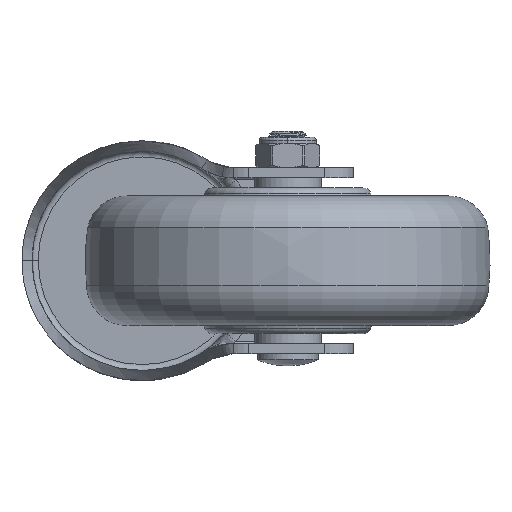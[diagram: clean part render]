
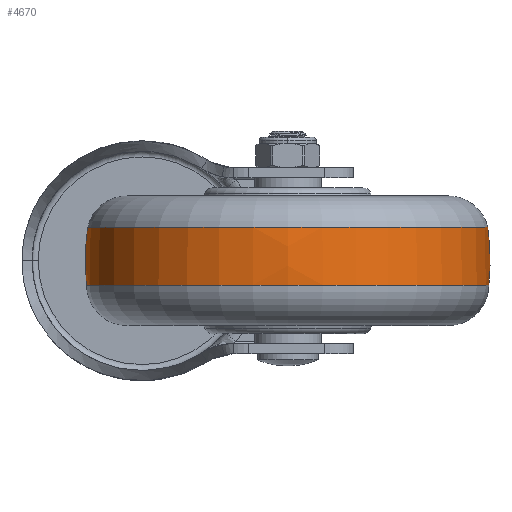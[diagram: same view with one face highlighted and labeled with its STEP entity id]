
A CAD part, front view. The second image highlights one B-rep face of the part: STEP entity #4670.
In plain terms, the highlighted free-form (B-spline) face has degree [3, 3] with [7, 4] control points.
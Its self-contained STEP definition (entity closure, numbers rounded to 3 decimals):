
#4055=CARTESIAN_POINT('',(-6.012,0.,0.));
#4056=DIRECTION('',(-1.,0.,0.));
#4057=DIRECTION('',(0.,1.,0.));
#4058=AXIS2_PLACEMENT_3D('',#4055,#4056,#4057);
#4070=CARTESIAN_POINT('',(0.,-11.437,0.));
#4071=DIRECTION('',(0.,0.,1.));
#4072=DIRECTION('',(0.135,0.991,0.));
#4073=AXIS2_PLACEMENT_3D('',#4070,#4071,#4072);
#4075=CARTESIAN_POINT('',(0.,11.437,0.));
#4076=DIRECTION('',(0.,0.,-1.));
#4077=DIRECTION('',(0.135,-0.991,0.));
#4078=AXIS2_PLACEMENT_3D('',#4075,#4076,#4077);
#4080=CARTESIAN_POINT('',(8.303,0.,0.));
#4081=DIRECTION('',(-1.,0.,0.));
#4082=DIRECTION('',(0.,1.,0.));
#4083=AXIS2_PLACEMENT_3D('',#4080,#4081,#4082);
#4295=CARTESIAN_POINT('',(-6.012,49.697,0.));
#4297=VERTEX_POINT('',#4295);
#4299=CARTESIAN_POINT('',(-6.012,-49.697,
0.));
#4301=VERTEX_POINT('',#4299);
#4328=CARTESIAN_POINT('',(8.303,49.428,0.));
#4330=VERTEX_POINT('',#4328);
#4332=CARTESIAN_POINT('',(8.303,-49.428,
0.));
#4334=VERTEX_POINT('',#4332);
#4634=CARTESIAN_POINT('',(-6.298,-49.57,
3.119));
#4635=CARTESIAN_POINT('',(-1.337,-50.08,
3.151));
#4636=CARTESIAN_POINT('',(3.649,-49.987,3.145));
#4637=CARTESIAN_POINT('',(8.587,-49.291,3.101));
#4638=CARTESIAN_POINT('',(-6.298,-51.489,
-27.387));
#4639=CARTESIAN_POINT('',(-1.337,-52.019,
-27.668));
#4640=CARTESIAN_POINT('',(3.649,-51.922,
-27.617));
#4641=CARTESIAN_POINT('',(8.587,-51.199,
-27.232));
#4642=CARTESIAN_POINT('',(-6.298,-30.566,
-49.668));
#4643=CARTESIAN_POINT('',(-1.337,-30.88,
-50.179));
#4644=CARTESIAN_POINT('',(3.649,-30.823,
-50.085));
#4645=CARTESIAN_POINT('',(8.587,-30.393,
-49.388));
#4646=CARTESIAN_POINT('',(-6.298,0.,-49.668));
#4647=CARTESIAN_POINT('',(-1.337,0.,-50.179));
#4648=CARTESIAN_POINT('',(3.649,0.,
-50.085));
#4649=CARTESIAN_POINT('',(8.587,0.,-49.388));
#4650=CARTESIAN_POINT('',(-6.298,30.566,
-49.668));
#4651=CARTESIAN_POINT('',(-1.337,30.88,
-50.179));
#4652=CARTESIAN_POINT('',(3.649,30.823,-50.085));
#4653=CARTESIAN_POINT('',(8.587,30.393,-49.388));
#4654=CARTESIAN_POINT('',(-6.298,51.489,
-27.387));
#4655=CARTESIAN_POINT('',(-1.337,52.019,
-27.668));
#4656=CARTESIAN_POINT('',(3.649,51.922,-27.617));
#4657=CARTESIAN_POINT('',(8.587,51.199,-27.232));
#4658=CARTESIAN_POINT('',(-6.298,49.57,3.119));
#4659=CARTESIAN_POINT('',(-1.337,50.08,3.151));
#4660=CARTESIAN_POINT('',(3.649,49.987,3.145));
#4661=CARTESIAN_POINT('',(8.587,49.291,3.101));
#4662=(BOUNDED_SURFACE()B_SPLINE_SURFACE(3,3,((#4634,#4635,#4636,#4637),(#4638,
#4639,#4640,#4641),(#4642,#4643,#4644,#4645),(#4646,#4647,#4648,#4649),(#4650,
#4651,#4652,#4653),(#4654,#4655,#4656,#4657),(#4658,#4659,#4660,#4661)),
.UNSPECIFIED.,.F.,.F.,.F.)B_SPLINE_SURFACE_WITH_KNOTS((4,3,4),(4,4),(0.,1.,
2.),(0.,1.),.UNSPECIFIED.)GEOMETRIC_REPRESENTATION_ITEM()RATIONAL_B_SPLINE_SURFACE(((1.192,1.186,1.186,1.192),(
0.941,0.936,0.936,0.941),(
0.941,0.936,0.936,0.941),(
1.192,1.186,1.186,1.192),(
0.941,0.936,0.936,0.941),(
0.941,0.936,0.936,0.941),(
1.192,1.186,1.186,1.192)))REPRESENTATION_ITEM('')SURFACE());
#4663=ORIENTED_EDGE('',*,*,#4624,.T.);
#4664=ORIENTED_EDGE('',*,*,#4577,.T.);
#4665=ORIENTED_EDGE('',*,*,#4628,.F.);
#4667=ORIENTED_EDGE('',*,*,#4666,.F.);
#4668=EDGE_LOOP('',(#4663,#4664,#4665,#4667));
#4669=FACE_OUTER_BOUND('',#4668,.F.);
#4059=CIRCLE('',#4058,49.697);
#4074=CIRCLE('',#4073,61.429);
#4079=CIRCLE('',#4078,61.429);
#4084=CIRCLE('',#4083,49.428);
#4577=EDGE_CURVE('',#4297,#4301,#4059,.T.);
#4624=EDGE_CURVE('',#4330,#4297,#4074,.T.);
#4628=EDGE_CURVE('',#4334,#4301,#4079,.T.);
#4666=EDGE_CURVE('',#4330,#4334,#4084,.T.);
#4670=ADVANCED_FACE('',(#4669),#4662,.T.);
